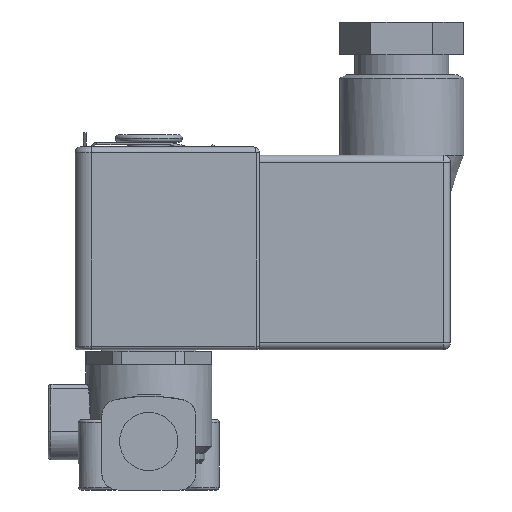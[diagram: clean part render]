
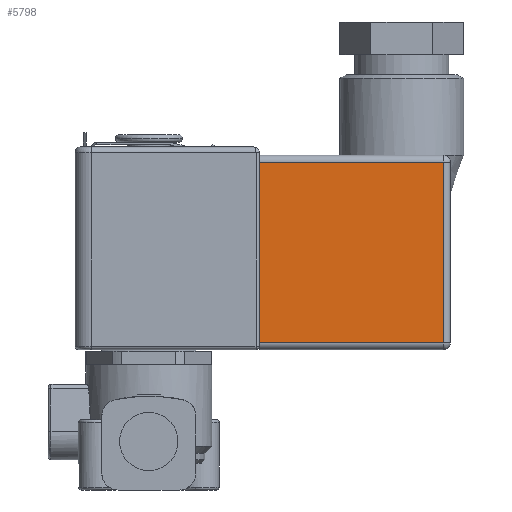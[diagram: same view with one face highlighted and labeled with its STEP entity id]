
A CAD part, front view. The second image highlights one B-rep face of the part: STEP entity #5798.
In plain terms, the highlighted planar face has unit normal (0, -1, 0).
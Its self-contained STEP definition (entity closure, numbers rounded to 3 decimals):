
#302=PLANE('',#6239);
#589=FACE_OUTER_BOUND('',#948,.T.);
#948=EDGE_LOOP('',(#4054,#4055,#4056,#4057));
#1332=LINE('',#8658,#1799);
#1339=LINE('',#8688,#1806);
#1343=LINE('',#8694,#1810);
#1347=LINE('',#8714,#1814);
#1799=VECTOR('',#6901,10.);
#1806=VECTOR('',#6934,10.);
#1810=VECTOR('',#6942,10.);
#1814=VECTOR('',#6952,10.);
#2549=VERTEX_POINT('',#8651);
#2551=VERTEX_POINT('',#8656);
#2557=VERTEX_POINT('',#8677);
#2560=VERTEX_POINT('',#8684);
#3126=EDGE_CURVE('',#2551,#2549,#1332,.T.);
#3141=EDGE_CURVE('',#2557,#2560,#1339,.T.);
#3145=EDGE_CURVE('',#2549,#2557,#1343,.T.);
#3150=EDGE_CURVE('',#2551,#2560,#1347,.T.);
#4054=ORIENTED_EDGE('',*,*,#3141,.F.);
#4055=ORIENTED_EDGE('',*,*,#3145,.F.);
#4056=ORIENTED_EDGE('',*,*,#3126,.F.);
#4057=ORIENTED_EDGE('',*,*,#3150,.T.);
#5798=ADVANCED_FACE('',(#589),#302,.T.);
#6239=AXIS2_PLACEMENT_3D('',#8713,#6950,#6951);
#6901=DIRECTION('',(1.,0.,0.));
#6934=DIRECTION('',(-1.,0.,0.));
#6942=DIRECTION('',(0.,0.,-1.));
#6950=DIRECTION('center_axis',(0.,-1.,0.));
#6951=DIRECTION('ref_axis',(0.,0.,-1.));
#6952=DIRECTION('',(0.,0.,-1.));
#8651=CARTESIAN_POINT('',(44.,-10.3,41.95));
#8656=CARTESIAN_POINT('',(16.5,-10.3,41.95));
#8658=CARTESIAN_POINT('',(16.5,-10.3,41.95));
#8677=CARTESIAN_POINT('',(44.,-10.3,14.95));
#8684=CARTESIAN_POINT('',(16.5,-10.3,14.95));
#8688=CARTESIAN_POINT('',(16.5,-10.3,14.95));
#8694=CARTESIAN_POINT('',(44.,-10.3,35.7));
#8713=CARTESIAN_POINT('Origin',(16.5,-10.3,42.95));
#8714=CARTESIAN_POINT('',(16.5,-10.3,42.95));
